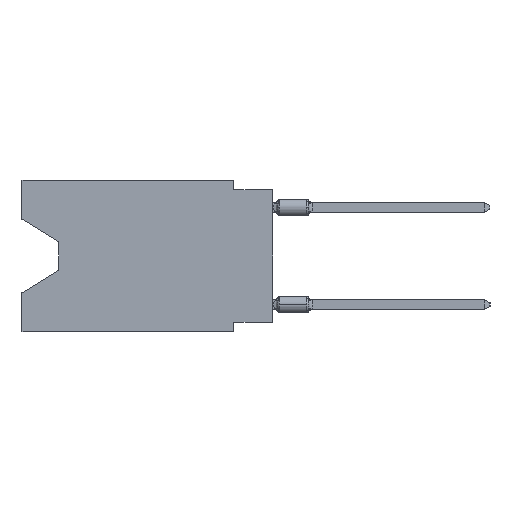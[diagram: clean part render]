
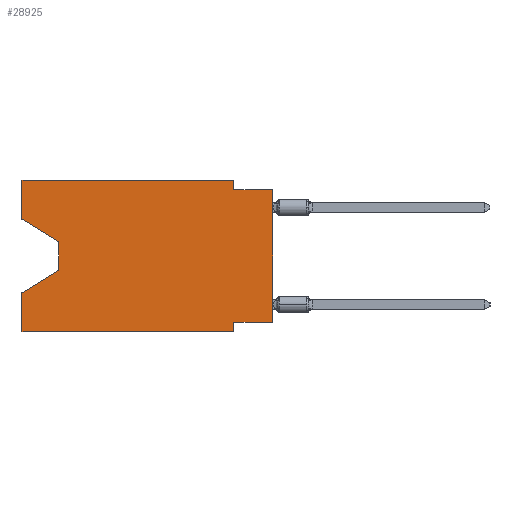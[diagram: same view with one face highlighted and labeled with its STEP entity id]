
A CAD part, left-side view. The second image highlights one B-rep face of the part: STEP entity #28925.
In plain terms, the highlighted planar face has unit normal (-1, 0, 0).
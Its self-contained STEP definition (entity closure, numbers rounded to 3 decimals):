
#568 = LINE ( 'NONE', #778, #5283 ) ;
#778 = CARTESIAN_POINT ( 'NONE',  ( 0., 13.97, -5.893 ) ) ;
#947 = VECTOR ( 'NONE', #5200, 1000. ) ;
#1362 = CARTESIAN_POINT ( 'NONE',  ( 0., 16.383, 0. ) ) ;
#1414 = CARTESIAN_POINT ( 'NONE',  ( 0., 0., 0. ) ) ;
#1953 = LINE ( 'NONE', #5617, #24266 ) ;
#3131 = CARTESIAN_POINT ( 'NONE',  ( 0., 2.54, -9.906 ) ) ;
#4052 = VERTEX_POINT ( 'NONE', #12779 ) ;
#4565 = DIRECTION ( 'NONE',  ( 0., -1., 0. ) ) ;
#4801 = EDGE_CURVE ( 'NONE', #29044, #15941, #40750, .T. ) ;
#4997 = EDGE_CURVE ( 'NONE', #5694, #36772, #23828, .T. ) ;
#5200 = DIRECTION ( 'NONE',  ( 0., -1., 0. ) ) ;
#5283 = VECTOR ( 'NONE', #21846, 1000. ) ;
#5331 = VECTOR ( 'NONE', #33953, 1000. ) ;
#5617 = CARTESIAN_POINT ( 'NONE',  ( 0., 16.383, 0. ) ) ;
#5694 = VERTEX_POINT ( 'NONE', #40152 ) ;
#6255 = CARTESIAN_POINT ( 'NONE',  ( 0., 0., -9.271 ) ) ;
#6786 = LINE ( 'NONE', #3131, #41898 ) ;
#7104 = ORIENTED_EDGE ( 'NONE', *, *, #26597, .F. ) ;
#7479 = ORIENTED_EDGE ( 'NONE', *, *, #22415, .F. ) ;
#9263 = PLANE ( 'NONE',  #22844 ) ;
#9988 = CARTESIAN_POINT ( 'NONE',  ( 0., 13.97, -4.013 ) ) ;
#10382 = EDGE_CURVE ( 'NONE', #4052, #37962, #14593, .T. ) ;
#12000 = LINE ( 'NONE', #26408, #39040 ) ;
#12077 = CARTESIAN_POINT ( 'NONE',  ( 0., 16.383, -9.906 ) ) ;
#12215 = VERTEX_POINT ( 'NONE', #29867 ) ;
#12779 = CARTESIAN_POINT ( 'NONE',  ( 0., 2.54, 0. ) ) ;
#14593 = LINE ( 'NONE', #28549, #5331 ) ;
#14634 = LINE ( 'NONE', #1362, #35991 ) ;
#14821 = EDGE_CURVE ( 'NONE', #29044, #32708, #15278, .T. ) ;
#15151 = VERTEX_POINT ( 'NONE', #45215 ) ;
#15278 = LINE ( 'NONE', #12077, #947 ) ;
#15714 = ORIENTED_EDGE ( 'NONE', *, *, #26238, .T. ) ;
#15818 = VERTEX_POINT ( 'NONE', #22952 ) ;
#15941 = VERTEX_POINT ( 'NONE', #35028 ) ;
#16229 = VECTOR ( 'NONE', #29317, 1000. ) ;
#16238 = CARTESIAN_POINT ( 'NONE',  ( 0., 0., -0.635 ) ) ;
#16334 = DIRECTION ( 'NONE',  ( 0., -1., 0. ) ) ;
#16788 = FACE_OUTER_BOUND ( 'NONE', #23258, .T. ) ;
#18058 = CARTESIAN_POINT ( 'NONE',  ( 0., 16.383, -9.906 ) ) ;
#18974 = CARTESIAN_POINT ( 'NONE',  ( 0., 13.97, -4.013 ) ) ;
#19590 = ORIENTED_EDGE ( 'NONE', *, *, #10382, .F. ) ;
#19911 = VERTEX_POINT ( 'NONE', #16238 ) ;
#20413 = EDGE_CURVE ( 'NONE', #15151, #32708, #6786, .T. ) ;
#20778 = ORIENTED_EDGE ( 'NONE', *, *, #4997, .T. ) ;
#21024 = ORIENTED_EDGE ( 'NONE', *, *, #40226, .F. ) ;
#21819 = VECTOR ( 'NONE', #24265, 1000. ) ;
#21846 = DIRECTION ( 'NONE',  ( 0., 0.855, -0.519 ) ) ;
#22415 = EDGE_CURVE ( 'NONE', #37962, #19911, #12000, .T. ) ;
#22831 = VECTOR ( 'NONE', #34158, 1000. ) ;
#22844 = AXIS2_PLACEMENT_3D ( 'NONE', #23224, #23436, #30742 ) ;
#22952 = CARTESIAN_POINT ( 'NONE',  ( 0., 13.97, -5.893 ) ) ;
#23036 = ORIENTED_EDGE ( 'NONE', *, *, #20413, .F. ) ;
#23224 = CARTESIAN_POINT ( 'NONE',  ( 0., 16.383, 0. ) ) ;
#23258 = EDGE_LOOP ( 'NONE', ( #20778, #42055, #15714, #32542, #33930, #23036, #7104, #29561, #7479, #19590, #40181, #21024 ) ) ;
#23436 = DIRECTION ( 'NONE',  ( 1., 0., 0. ) ) ;
#23492 = DIRECTION ( 'NONE',  ( 0., 0., -1. ) ) ;
#23828 = LINE ( 'NONE', #37756, #21819 ) ;
#24265 = DIRECTION ( 'NONE',  ( 0., -0.855, -0.519 ) ) ;
#24266 = VECTOR ( 'NONE', #33052, 1000. ) ;
#24768 = LINE ( 'NONE', #6255, #22831 ) ;
#26238 = EDGE_CURVE ( 'NONE', #15818, #15941, #568, .T. ) ;
#26408 = CARTESIAN_POINT ( 'NONE',  ( 0., 0., -0.635 ) ) ;
#26597 = EDGE_CURVE ( 'NONE', #12215, #15151, #24768, .T. ) ;
#26705 = EDGE_CURVE ( 'NONE', #12215, #19911, #32760, .T. ) ;
#27716 = CARTESIAN_POINT ( 'NONE',  ( 0., 2.54, -0.635 ) ) ;
#27771 = CARTESIAN_POINT ( 'NONE',  ( 0., 2.54, -9.906 ) ) ;
#27975 = VECTOR ( 'NONE', #23492, 1000. ) ;
#28549 = CARTESIAN_POINT ( 'NONE',  ( 0., 2.54, 0. ) ) ;
#28925 = ADVANCED_FACE ( 'NONE', ( #16788 ), #9263, .F. ) ;
#29044 = VERTEX_POINT ( 'NONE', #18058 ) ;
#29317 = DIRECTION ( 'NONE',  ( 0., 0., 1. ) ) ;
#29561 = ORIENTED_EDGE ( 'NONE', *, *, #26705, .T. ) ;
#29867 = CARTESIAN_POINT ( 'NONE',  ( 0., 0., -9.271 ) ) ;
#29997 = CARTESIAN_POINT ( 'NONE',  ( 0., 16.383, 0. ) ) ;
#30742 = DIRECTION ( 'NONE',  ( 0., 0., -1. ) ) ;
#31139 = CARTESIAN_POINT ( 'NONE',  ( 0., 16.383, 0. ) ) ;
#31249 = LINE ( 'NONE', #9988, #27975 ) ;
#32542 = ORIENTED_EDGE ( 'NONE', *, *, #4801, .F. ) ;
#32708 = VERTEX_POINT ( 'NONE', #27771 ) ;
#32760 = LINE ( 'NONE', #1414, #16229 ) ;
#33052 = DIRECTION ( 'NONE',  ( 0., 0., 1. ) ) ;
#33930 = ORIENTED_EDGE ( 'NONE', *, *, #14821, .T. ) ;
#33953 = DIRECTION ( 'NONE',  ( 0., 0., -1. ) ) ;
#34158 = DIRECTION ( 'NONE',  ( 0., 1., 0. ) ) ;
#34282 = EDGE_CURVE ( 'NONE', #37949, #4052, #14634, .T. ) ;
#35028 = CARTESIAN_POINT ( 'NONE',  ( 0., 16.383, -7.36 ) ) ;
#35991 = VECTOR ( 'NONE', #4565, 1000. ) ;
#36269 = EDGE_CURVE ( 'NONE', #36772, #15818, #31249, .T. ) ;
#36772 = VERTEX_POINT ( 'NONE', #18974 ) ;
#37756 = CARTESIAN_POINT ( 'NONE',  ( 0., 16.383, -2.546 ) ) ;
#37949 = VERTEX_POINT ( 'NONE', #31139 ) ;
#37962 = VERTEX_POINT ( 'NONE', #27716 ) ;
#39040 = VECTOR ( 'NONE', #16334, 1000. ) ;
#40152 = CARTESIAN_POINT ( 'NONE',  ( 0., 16.383, -2.546 ) ) ;
#40181 = ORIENTED_EDGE ( 'NONE', *, *, #34282, .F. ) ;
#40226 = EDGE_CURVE ( 'NONE', #5694, #37949, #1953, .T. ) ;
#40750 = LINE ( 'NONE', #29997, #40794 ) ;
#40794 = VECTOR ( 'NONE', #44184, 1000. ) ;
#41898 = VECTOR ( 'NONE', #45009, 1000. ) ;
#42055 = ORIENTED_EDGE ( 'NONE', *, *, #36269, .T. ) ;
#44184 = DIRECTION ( 'NONE',  ( 0., 0., 1. ) ) ;
#45009 = DIRECTION ( 'NONE',  ( 0., 0., -1. ) ) ;
#45215 = CARTESIAN_POINT ( 'NONE',  ( 0., 2.54, -9.271 ) ) ;
